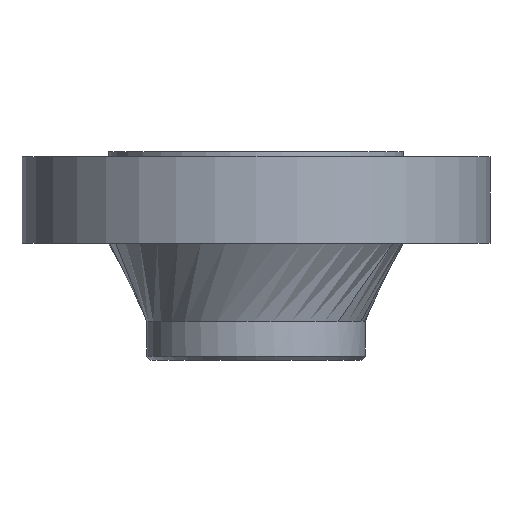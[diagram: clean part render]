
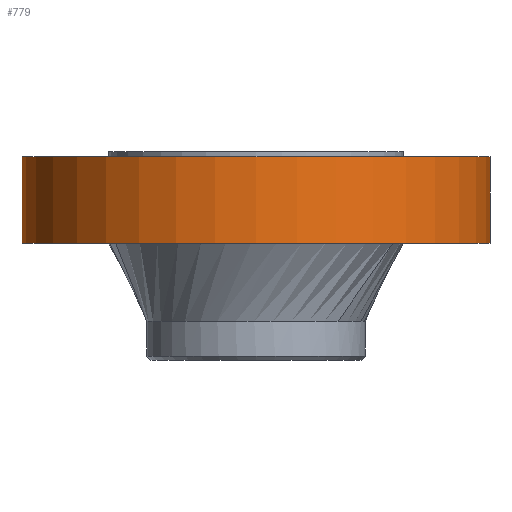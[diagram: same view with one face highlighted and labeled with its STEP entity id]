
A CAD part, front view. The second image highlights one B-rep face of the part: STEP entity #779.
In plain terms, the highlighted cylindrical face has radius 292.1 mm (diameter 584.2 mm), a partial arc.
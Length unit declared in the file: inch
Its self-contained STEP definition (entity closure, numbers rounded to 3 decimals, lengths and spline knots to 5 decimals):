
#10 = CARTESIAN_POINT ( 'NONE',  ( 0., 0., 0. ) ) ;
#25 = DIRECTION ( 'NONE',  ( 0., 0., 1. ) ) ;
#39 = EDGE_CURVE ( 'NONE', #424, #126, #402, .T. ) ;
#74 = VERTEX_POINT ( 'NONE', #278 ) ;
#126 = VERTEX_POINT ( 'NONE', #228 ) ;
#181 = CARTESIAN_POINT ( 'NONE',  ( 0., 0., -4.25 ) ) ;
#225 = DIRECTION ( 'NONE',  ( 1., 0., 0. ) ) ;
#228 = CARTESIAN_POINT ( 'NONE',  ( -11.5, 0., 0. ) ) ;
#275 = EDGE_CURVE ( 'NONE', #74, #923, #326, .T. ) ;
#276 = CARTESIAN_POINT ( 'NONE',  ( 11.5, 0., 0. ) ) ;
#278 = CARTESIAN_POINT ( 'NONE',  ( 11.5, 0., -4.25 ) ) ;
#314 = AXIS2_PLACEMENT_3D ( 'NONE', #10, #339, #225 ) ;
#326 = LINE ( 'NONE', #1312, #1238 ) ;
#335 = ORIENTED_EDGE ( 'NONE', *, *, #1174, .F. ) ;
#339 = DIRECTION ( 'NONE',  ( 0., 0., 1. ) ) ;
#340 = CIRCLE ( 'NONE', #314, 11.5 ) ;
#398 = VECTOR ( 'NONE', #502, 39.37008 ) ;
#402 = LINE ( 'NONE', #1366, #398 ) ;
#421 = DIRECTION ( 'NONE',  ( 0., 0., 1. ) ) ;
#424 = VERTEX_POINT ( 'NONE', #1189 ) ;
#502 = DIRECTION ( 'NONE',  ( 0., 0., 1. ) ) ;
#532 = DIRECTION ( 'NONE',  ( 0., 0., -1. ) ) ;
#544 = AXIS2_PLACEMENT_3D ( 'NONE', #917, #25, #781 ) ;
#564 = ORIENTED_EDGE ( 'NONE', *, *, #275, .T. ) ;
#571 = ORIENTED_EDGE ( 'NONE', *, *, #39, .F. ) ;
#680 = AXIS2_PLACEMENT_3D ( 'NONE', #181, #532, #1287 ) ;
#779 = ADVANCED_FACE ( 'NONE', ( #1351 ), #805, .T. ) ;
#781 = DIRECTION ( 'NONE',  ( 1., 0., 0. ) ) ;
#805 = CYLINDRICAL_SURFACE ( 'NONE', #544, 11.5 ) ;
#917 = CARTESIAN_POINT ( 'NONE',  ( 0., 0., -36.77691 ) ) ;
#923 = VERTEX_POINT ( 'NONE', #276 ) ;
#1160 = EDGE_LOOP ( 'NONE', ( #571, #335, #564, #1370 ) ) ;
#1174 = EDGE_CURVE ( 'NONE', #74, #424, #1338, .T. ) ;
#1189 = CARTESIAN_POINT ( 'NONE',  ( -11.5, 0., -4.25 ) ) ;
#1238 = VECTOR ( 'NONE', #421, 39.37008 ) ;
#1287 = DIRECTION ( 'NONE',  ( 1., 0., 0. ) ) ;
#1312 = CARTESIAN_POINT ( 'NONE',  ( 11.5, 0., -36.77691 ) ) ;
#1338 = CIRCLE ( 'NONE', #680, 11.5 ) ;
#1351 = FACE_OUTER_BOUND ( 'NONE', #1160, .T. ) ;
#1366 = CARTESIAN_POINT ( 'NONE',  ( -11.5, 0., -36.77691 ) ) ;
#1368 = EDGE_CURVE ( 'NONE', #126, #923, #340, .T. ) ;
#1370 = ORIENTED_EDGE ( 'NONE', *, *, #1368, .F. ) ;
